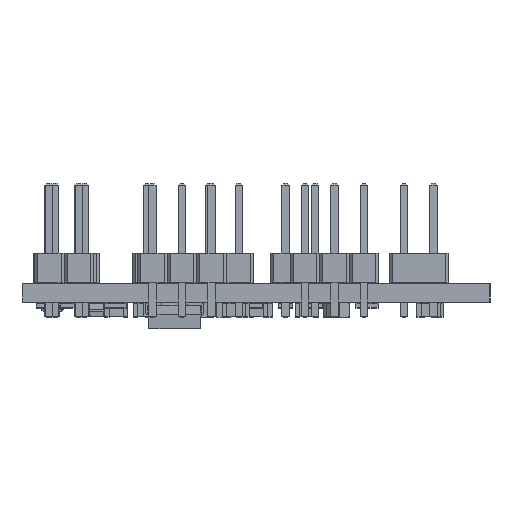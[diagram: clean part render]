
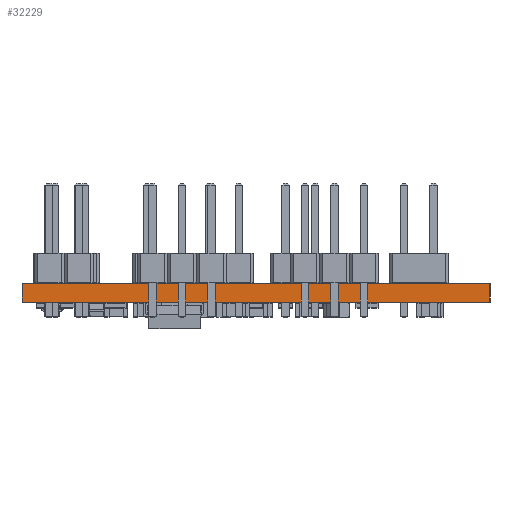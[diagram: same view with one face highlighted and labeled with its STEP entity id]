
A CAD part, left-side view. The second image highlights one B-rep face of the part: STEP entity #32229.
In plain terms, the highlighted planar face has unit normal (-1, 0, 0).
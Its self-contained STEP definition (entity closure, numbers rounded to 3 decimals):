
#32048 = PLANE('',#32049);
#32049 = AXIS2_PLACEMENT_3D('',#32050,#32051,#32052);
#32050 = CARTESIAN_POINT('',(55.626,5.334,0.));
#32051 = DIRECTION('',(0.,-1.,0.));
#32052 = DIRECTION('',(-1.,0.,0.));
#32073 = VERTEX_POINT('',#32074);
#32074 = CARTESIAN_POINT('',(5.334,5.334,1.6));
#32088 = PLANE('',#32089);
#32089 = AXIS2_PLACEMENT_3D('',#32090,#32091,#32092);
#32090 = CARTESIAN_POINT('',(30.48,25.4,1.6));
#32091 = DIRECTION('',(-0.,-0.,-1.));
#32092 = DIRECTION('',(-1.,0.,0.));
#32100 = EDGE_CURVE('',#32101,#32073,#32103,.T.);
#32101 = VERTEX_POINT('',#32102);
#32102 = CARTESIAN_POINT('',(5.334,5.334,0.));
#32103 = SURFACE_CURVE('',#32104,(#32108,#32115),.PCURVE_S1.);
#32104 = LINE('',#32105,#32106);
#32105 = CARTESIAN_POINT('',(5.334,5.334,0.));
#32106 = VECTOR('',#32107,1.);
#32107 = DIRECTION('',(0.,0.,1.));
#32108 = PCURVE('',#32048,#32109);
#32109 = DEFINITIONAL_REPRESENTATION('',(#32110),#32114);
#32110 = LINE('',#32111,#32112);
#32111 = CARTESIAN_POINT('',(50.292,0.));
#32112 = VECTOR('',#32113,1.);
#32113 = DIRECTION('',(0.,-1.));
#32114 = ( GEOMETRIC_REPRESENTATION_CONTEXT(2) 
PARAMETRIC_REPRESENTATION_CONTEXT() REPRESENTATION_CONTEXT('2D SPACE',''
  ) );
#32115 = PCURVE('',#32116,#32121);
#32116 = PLANE('',#32117);
#32117 = AXIS2_PLACEMENT_3D('',#32118,#32119,#32120);
#32118 = CARTESIAN_POINT('',(5.334,5.334,0.));
#32119 = DIRECTION('',(-1.,0.,0.));
#32120 = DIRECTION('',(0.,1.,0.));
#32121 = DEFINITIONAL_REPRESENTATION('',(#32122),#32126);
#32122 = LINE('',#32123,#32124);
#32123 = CARTESIAN_POINT('',(0.,0.));
#32124 = VECTOR('',#32125,1.);
#32125 = DIRECTION('',(0.,-1.));
#32126 = ( GEOMETRIC_REPRESENTATION_CONTEXT(2) 
PARAMETRIC_REPRESENTATION_CONTEXT() REPRESENTATION_CONTEXT('2D SPACE',''
  ) );
#32142 = PLANE('',#32143);
#32143 = AXIS2_PLACEMENT_3D('',#32144,#32145,#32146);
#32144 = CARTESIAN_POINT('',(30.48,25.4,0.));
#32145 = DIRECTION('',(-0.,-0.,-1.));
#32146 = DIRECTION('',(-1.,0.,0.));
#32175 = PLANE('',#32176);
#32176 = AXIS2_PLACEMENT_3D('',#32177,#32178,#32179);
#32177 = CARTESIAN_POINT('',(5.334,45.466,0.));
#32178 = DIRECTION('',(0.,1.,0.));
#32179 = DIRECTION('',(1.,0.,0.));
#32229 = ADVANCED_FACE('',(#32230),#32116,.T.);
#32230 = FACE_BOUND('',#32231,.T.);
#32231 = EDGE_LOOP('',(#32232,#32233,#32256,#32279));
#32232 = ORIENTED_EDGE('',*,*,#32100,.T.);
#32233 = ORIENTED_EDGE('',*,*,#32234,.T.);
#32234 = EDGE_CURVE('',#32073,#32235,#32237,.T.);
#32235 = VERTEX_POINT('',#32236);
#32236 = CARTESIAN_POINT('',(5.334,45.466,1.6));
#32237 = SURFACE_CURVE('',#32238,(#32242,#32249),.PCURVE_S1.);
#32238 = LINE('',#32239,#32240);
#32239 = CARTESIAN_POINT('',(5.334,5.334,1.6));
#32240 = VECTOR('',#32241,1.);
#32241 = DIRECTION('',(0.,1.,0.));
#32242 = PCURVE('',#32116,#32243);
#32243 = DEFINITIONAL_REPRESENTATION('',(#32244),#32248);
#32244 = LINE('',#32245,#32246);
#32245 = CARTESIAN_POINT('',(0.,-1.6));
#32246 = VECTOR('',#32247,1.);
#32247 = DIRECTION('',(1.,0.));
#32248 = ( GEOMETRIC_REPRESENTATION_CONTEXT(2) 
PARAMETRIC_REPRESENTATION_CONTEXT() REPRESENTATION_CONTEXT('2D SPACE',''
  ) );
#32249 = PCURVE('',#32088,#32250);
#32250 = DEFINITIONAL_REPRESENTATION('',(#32251),#32255);
#32251 = LINE('',#32252,#32253);
#32252 = CARTESIAN_POINT('',(25.146,-20.066));
#32253 = VECTOR('',#32254,1.);
#32254 = DIRECTION('',(0.,1.));
#32255 = ( GEOMETRIC_REPRESENTATION_CONTEXT(2) 
PARAMETRIC_REPRESENTATION_CONTEXT() REPRESENTATION_CONTEXT('2D SPACE',''
  ) );
#32256 = ORIENTED_EDGE('',*,*,#32257,.F.);
#32257 = EDGE_CURVE('',#32258,#32235,#32260,.T.);
#32258 = VERTEX_POINT('',#32259);
#32259 = CARTESIAN_POINT('',(5.334,45.466,0.));
#32260 = SURFACE_CURVE('',#32261,(#32265,#32272),.PCURVE_S1.);
#32261 = LINE('',#32262,#32263);
#32262 = CARTESIAN_POINT('',(5.334,45.466,0.));
#32263 = VECTOR('',#32264,1.);
#32264 = DIRECTION('',(0.,0.,1.));
#32265 = PCURVE('',#32116,#32266);
#32266 = DEFINITIONAL_REPRESENTATION('',(#32267),#32271);
#32267 = LINE('',#32268,#32269);
#32268 = CARTESIAN_POINT('',(40.132,0.));
#32269 = VECTOR('',#32270,1.);
#32270 = DIRECTION('',(0.,-1.));
#32271 = ( GEOMETRIC_REPRESENTATION_CONTEXT(2) 
PARAMETRIC_REPRESENTATION_CONTEXT() REPRESENTATION_CONTEXT('2D SPACE',''
  ) );
#32272 = PCURVE('',#32175,#32273);
#32273 = DEFINITIONAL_REPRESENTATION('',(#32274),#32278);
#32274 = LINE('',#32275,#32276);
#32275 = CARTESIAN_POINT('',(0.,0.));
#32276 = VECTOR('',#32277,1.);
#32277 = DIRECTION('',(0.,-1.));
#32278 = ( GEOMETRIC_REPRESENTATION_CONTEXT(2) 
PARAMETRIC_REPRESENTATION_CONTEXT() REPRESENTATION_CONTEXT('2D SPACE',''
  ) );
#32279 = ORIENTED_EDGE('',*,*,#32280,.F.);
#32280 = EDGE_CURVE('',#32101,#32258,#32281,.T.);
#32281 = SURFACE_CURVE('',#32282,(#32286,#32293),.PCURVE_S1.);
#32282 = LINE('',#32283,#32284);
#32283 = CARTESIAN_POINT('',(5.334,5.334,0.));
#32284 = VECTOR('',#32285,1.);
#32285 = DIRECTION('',(0.,1.,0.));
#32286 = PCURVE('',#32116,#32287);
#32287 = DEFINITIONAL_REPRESENTATION('',(#32288),#32292);
#32288 = LINE('',#32289,#32290);
#32289 = CARTESIAN_POINT('',(0.,0.));
#32290 = VECTOR('',#32291,1.);
#32291 = DIRECTION('',(1.,0.));
#32292 = ( GEOMETRIC_REPRESENTATION_CONTEXT(2) 
PARAMETRIC_REPRESENTATION_CONTEXT() REPRESENTATION_CONTEXT('2D SPACE',''
  ) );
#32293 = PCURVE('',#32142,#32294);
#32294 = DEFINITIONAL_REPRESENTATION('',(#32295),#32299);
#32295 = LINE('',#32296,#32297);
#32296 = CARTESIAN_POINT('',(25.146,-20.066));
#32297 = VECTOR('',#32298,1.);
#32298 = DIRECTION('',(0.,1.));
#32299 = ( GEOMETRIC_REPRESENTATION_CONTEXT(2) 
PARAMETRIC_REPRESENTATION_CONTEXT() REPRESENTATION_CONTEXT('2D SPACE',''
  ) );
